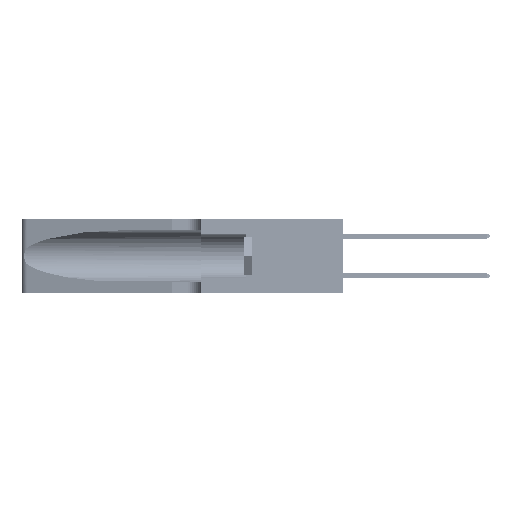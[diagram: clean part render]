
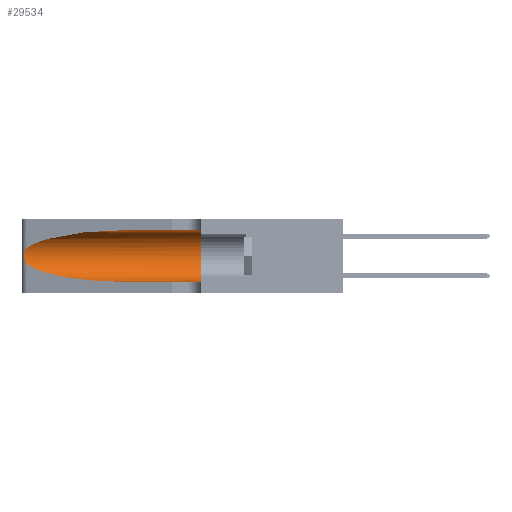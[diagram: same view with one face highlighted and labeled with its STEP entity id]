
A CAD part, left-side view. The second image highlights one B-rep face of the part: STEP entity #29534.
In plain terms, the highlighted cylindrical face has radius 3.308 mm (diameter 6.617 mm), a partial arc.
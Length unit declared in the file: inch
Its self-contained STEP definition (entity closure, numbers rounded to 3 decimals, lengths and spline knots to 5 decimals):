
#547 = EDGE_CURVE ( 'NONE', #44727, #50178, #28569, .T. ) ;
#1818 = CARTESIAN_POINT ( 'NONE',  ( 0.25789, 1.23486, 0.15765 ) ) ;
#2609 = CARTESIAN_POINT ( 'NONE',  ( 0.2373, 1.15595, 0.08982 ) ) ;
#5755 = CARTESIAN_POINT ( 'NONE',  ( 0.25639, 1.23184, 0.21858 ) ) ;
#5920 = CARTESIAN_POINT ( 'NONE',  ( 0.25555, 1.22993, 0.14849 ) ) ;
#6887 = VERTEX_POINT ( 'NONE', #49181 ) ;
#9067 = FACE_OUTER_BOUND ( 'NONE', #30838, .T. ) ;
#9285 = CARTESIAN_POINT ( 'NONE',  ( 0.1305, 0.35, 0.31525 ) ) ;
#9864 = CARTESIAN_POINT ( 'NONE',  ( 0.25487, 1.22718, 0.22369 ) ) ;
#10414 = EDGE_CURVE ( 'NONE', #50178, #21113, #25177, .T. ) ;
#10906 = CARTESIAN_POINT ( 'NONE',  ( 0.18966, 0.96281, 0.31525 ) ) ;
#10987 = DIRECTION ( 'NONE',  ( 0., -1., 0. ) ) ;
#12403 = VECTOR ( 'NONE', #14430, 39.37008 ) ;
#12915 = AXIS2_PLACEMENT_3D ( 'NONE', #13162, #41682, #17299 ) ;
#13162 = CARTESIAN_POINT ( 'NONE',  ( 0.1305, 0.35, 0.185 ) ) ;
#13939 = CARTESIAN_POINT ( 'NONE',  ( 0.25787, 1.23484, 0.2124 ) ) ;
#14087 = CARTESIAN_POINT ( 'NONE',  ( 0.25487, 1.22718, 0.22369 ) ) ;
#14430 = DIRECTION ( 'NONE',  ( 0., -1., 0. ) ) ;
#14903 = CARTESIAN_POINT ( 'NONE',  ( 0.1305, 0.72297, 0.05475 ) ) ;
#14982 = CARTESIAN_POINT ( 'NONE',  ( 0.2373, 1.15595, 0.28018 ) ) ;
#16303 = CARTESIAN_POINT ( 'NONE',  ( 0.1305, 1.61858, 0.185 ) ) ;
#17299 = DIRECTION ( 'NONE',  ( 0., 0., 1. ) ) ;
#18043 = CARTESIAN_POINT ( 'NONE',  ( 0.26018, 1.23835, 0.19895 ) ) ;
#18368 = CARTESIAN_POINT ( 'NONE',  ( 0.1305, 1.61858, 0.05475 ) ) ;
#18614 = CYLINDRICAL_SURFACE ( 'NONE', #40100, 0.13025 ) ;
#20422 = EDGE_CURVE ( 'NONE', #6887, #44727, #21519, .T. ) ;
#20809 = EDGE_CURVE ( 'NONE', #20864, #41309, #25952, .T. ) ;
#20864 = VERTEX_POINT ( 'NONE', #9285 ) ;
#21113 = VERTEX_POINT ( 'NONE', #28106 ) ;
#21519 =( BOUNDED_CURVE ( )  B_SPLINE_CURVE ( 3, ( #35345, #10906, #14982, #43472 ),
 .UNSPECIFIED., .F., .F. ) 
 B_SPLINE_CURVE_WITH_KNOTS ( ( 4, 4 ),
 ( 1.5708, 2.84003 ),
 .UNSPECIFIED. ) 
 CURVE ( )  GEOMETRIC_REPRESENTATION_ITEM ( )  RATIONAL_B_SPLINE_CURVE ( ( 1., 0.87, 0.87, 1. ) ) 
 REPRESENTATION_ITEM ( '' )  );
#22132 = CARTESIAN_POINT ( 'NONE',  ( 0.26075, 1.23896, 0.178 ) ) ;
#22171 = EDGE_CURVE ( 'NONE', #21113, #41309, #34125, .T. ) ;
#22688 = ORIENTED_EDGE ( 'NONE', *, *, #547, .T. ) ;
#23070 = CARTESIAN_POINT ( 'NONE',  ( 0.1305, 1.61858, 0.31525 ) ) ;
#23833 = CARTESIAN_POINT ( 'NONE',  ( 0.1305, 0.35, 0.05475 ) ) ;
#23974 = VECTOR ( 'NONE', #10987, 39.37008 ) ;
#25177 =( BOUNDED_CURVE ( )  B_SPLINE_CURVE ( 3, ( #35277, #2609, #39341, #14903 ),
 .UNSPECIFIED., .F., .F. ) 
 B_SPLINE_CURVE_WITH_KNOTS ( ( 4, 4 ),
 ( 3.44316, 4.71239 ),
 .UNSPECIFIED. ) 
 CURVE ( )  GEOMETRIC_REPRESENTATION_ITEM ( )  RATIONAL_B_SPLINE_CURVE ( ( 1., 0.87, 0.87, 1. ) ) 
 REPRESENTATION_ITEM ( '' )  );
#25952 = CIRCLE ( 'NONE', #12915, 0.13025 ) ;
#26229 = CARTESIAN_POINT ( 'NONE',  ( 0.25856, 1.23593, 0.16098 ) ) ;
#27204 = ORIENTED_EDGE ( 'NONE', *, *, #22171, .T. ) ;
#28106 = CARTESIAN_POINT ( 'NONE',  ( 0.1305, 0.72297, 0.05475 ) ) ;
#28569 = B_SPLINE_CURVE_WITH_KNOTS ( 'NONE', 3,
 ( #9864, #34299, #5755, #13939, #42447, #18043, #46525, #22132, #50568, #26229, #1818, #30351, #5920, #34478 ),
 .UNSPECIFIED., .F., .F.,
 ( 4, 2, 2, 2, 2, 2, 4 ),
 ( 0., 0.00027, 0.00053, 0.00107, 0.0016, 0.00187, 0.00214 ),
 .UNSPECIFIED. ) ;
#29534 = ADVANCED_FACE ( 'NONE', ( #9067 ), #18614, .F. ) ;
#29608 = ORIENTED_EDGE ( 'NONE', *, *, #20809, .F. ) ;
#30351 = CARTESIAN_POINT ( 'NONE',  ( 0.25639, 1.23186, 0.15144 ) ) ;
#30838 = EDGE_LOOP ( 'NONE', ( #49589, #22688, #42104, #27204, #29608, #43950 ) ) ;
#32562 = DIRECTION ( 'NONE',  ( 0., -1., 0. ) ) ;
#34125 = LINE ( 'NONE', #18368, #12403 ) ;
#34299 = CARTESIAN_POINT ( 'NONE',  ( 0.25555, 1.22994, 0.2215 ) ) ;
#34478 = CARTESIAN_POINT ( 'NONE',  ( 0.25487, 1.22718, 0.14631 ) ) ;
#35277 = CARTESIAN_POINT ( 'NONE',  ( 0.25487, 1.22718, 0.14631 ) ) ;
#35345 = CARTESIAN_POINT ( 'NONE',  ( 0.1305, 0.72297, 0.31525 ) ) ;
#39341 = CARTESIAN_POINT ( 'NONE',  ( 0.18966, 0.96281, 0.05475 ) ) ;
#40100 = AXIS2_PLACEMENT_3D ( 'NONE', #16303, #32562, #44793 ) ;
#41309 = VERTEX_POINT ( 'NONE', #23833 ) ;
#41682 = DIRECTION ( 'NONE',  ( 0., 1., 0. ) ) ;
#42104 = ORIENTED_EDGE ( 'NONE', *, *, #10414, .T. ) ;
#42447 = CARTESIAN_POINT ( 'NONE',  ( 0.25854, 1.2359, 0.20912 ) ) ;
#43472 = CARTESIAN_POINT ( 'NONE',  ( 0.25487, 1.22718, 0.22369 ) ) ;
#43545 = EDGE_CURVE ( 'NONE', #6887, #20864, #45629, .T. ) ;
#43950 = ORIENTED_EDGE ( 'NONE', *, *, #43545, .F. ) ;
#44727 = VERTEX_POINT ( 'NONE', #14087 ) ;
#44793 = DIRECTION ( 'NONE',  ( 0., 0., -1. ) ) ;
#45629 = LINE ( 'NONE', #23070, #23974 ) ;
#46525 = CARTESIAN_POINT ( 'NONE',  ( 0.26075, 1.23896, 0.19203 ) ) ;
#47719 = CARTESIAN_POINT ( 'NONE',  ( 0.25487, 1.22718, 0.14631 ) ) ;
#49181 = CARTESIAN_POINT ( 'NONE',  ( 0.1305, 0.72297, 0.31525 ) ) ;
#49589 = ORIENTED_EDGE ( 'NONE', *, *, #20422, .T. ) ;
#50178 = VERTEX_POINT ( 'NONE', #47719 ) ;
#50568 = CARTESIAN_POINT ( 'NONE',  ( 0.26017, 1.23833, 0.17102 ) ) ;
